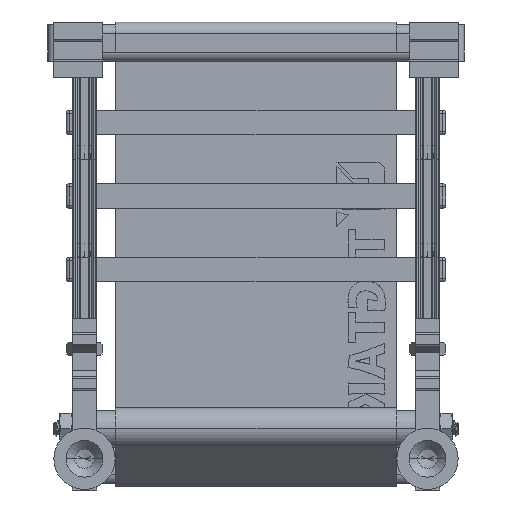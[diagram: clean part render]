
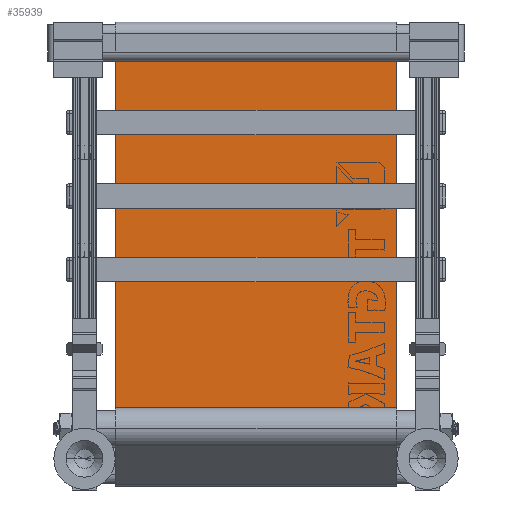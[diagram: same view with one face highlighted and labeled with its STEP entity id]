
A CAD part, front view. The second image highlights one B-rep face of the part: STEP entity #35939.
In plain terms, the highlighted face is planar.
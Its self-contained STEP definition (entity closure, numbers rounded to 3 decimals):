
#33278=DIRECTION('',(1.,0.,0.));
#33279=VECTOR('',#33278,360.);
#33280=CARTESIAN_POINT('',(0.,-115.,-7.5));
#33281=LINE('',#33280,#33279);
#33883=DIRECTION('',(0.,1.,0.));
#33884=VECTOR('',#33883,230.);
#33885=CARTESIAN_POINT('',(360.,-115.,-7.5));
#33886=LINE('',#33885,#33884);
#33887=DIRECTION('',(0.,1.,0.));
#33888=VECTOR('',#33887,230.);
#33889=CARTESIAN_POINT('',(0.,-115.,-7.5));
#33890=LINE('',#33889,#33888);
#33949=DIRECTION('',(1.,0.,0.));
#33950=VECTOR('',#33949,360.);
#33951=CARTESIAN_POINT('',(0.,115.,-7.5));
#33952=LINE('',#33951,#33950);
#34995=CARTESIAN_POINT('',(0.,-115.,-7.5));
#34997=VERTEX_POINT('',#34995);
#34998=CARTESIAN_POINT('',(360.,-115.,-7.5));
#34999=VERTEX_POINT('',#34998);
#35023=CARTESIAN_POINT('',(0.,115.,-7.5));
#35025=VERTEX_POINT('',#35023);
#35026=CARTESIAN_POINT('',(360.,115.,-7.5));
#35027=VERTEX_POINT('',#35026);
#35927=CARTESIAN_POINT('',(0.,-115.,-7.5));
#35928=DIRECTION('',(0.,0.,1.));
#35929=DIRECTION('',(1.,0.,0.));
#35930=AXIS2_PLACEMENT_3D('',#35927,#35928,#35929);
#35931=PLANE('',#35930);
#35932=ORIENTED_EDGE('',*,*,#35453,.F.);
#35933=ORIENTED_EDGE('',*,*,#35492,.T.);
#35935=ORIENTED_EDGE('',*,*,#35934,.T.);
#35936=ORIENTED_EDGE('',*,*,#35919,.F.);
#35937=EDGE_LOOP('',(#35932,#35933,#35935,#35936));
#35938=FACE_OUTER_BOUND('',#35937,.F.);
#35453=EDGE_CURVE('',#34997,#34999,#33281,.T.);
#35492=EDGE_CURVE('',#34997,#35025,#33890,.T.);
#35919=EDGE_CURVE('',#34999,#35027,#33886,.T.);
#35934=EDGE_CURVE('',#35025,#35027,#33952,.T.);
#35939=ADVANCED_FACE('',(#35938),#35931,.T.);
